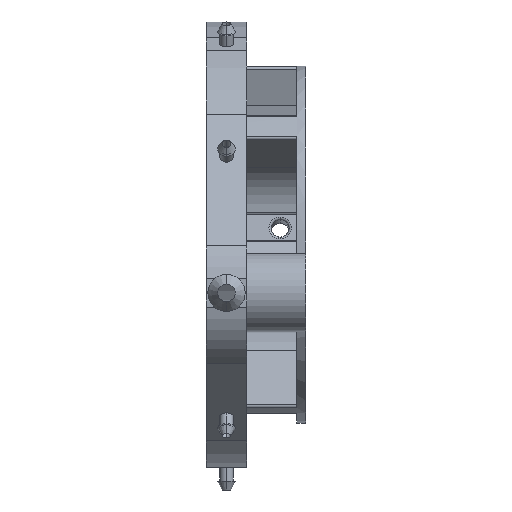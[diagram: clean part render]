
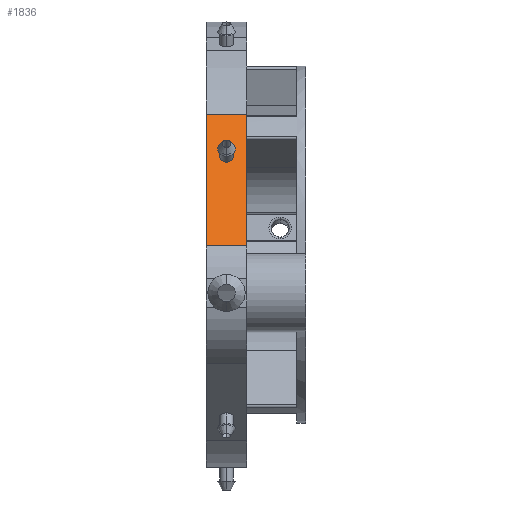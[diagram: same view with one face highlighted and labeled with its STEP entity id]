
A CAD part, left-side view. The second image highlights one B-rep face of the part: STEP entity #1836.
In plain terms, the highlighted planar face has unit normal (-0.812, 0, 0.584).
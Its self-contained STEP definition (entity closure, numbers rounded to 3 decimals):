
#326 = CARTESIAN_POINT ( 'NONE',  ( -40.591, 7., 29.196 ) ) ;
#372 = DIRECTION ( 'NONE',  ( 0., -1., 0. ) ) ;
#403 = EDGE_CURVE ( 'NONE', #3823, #10544, #1632, .T. ) ;
#585 = VERTEX_POINT ( 'NONE', #9188 ) ;
#1076 = AXIS2_PLACEMENT_3D ( 'NONE', #2825, #9922, #13095 ) ;
#1242 = CARTESIAN_POINT ( 'NONE',  ( -40.591, 7., 29.196 ) ) ;
#1261 = LINE ( 'NONE', #9643, #5536 ) ;
#1372 = CARTESIAN_POINT ( 'NONE',  ( -40.591, 5., 29.196 ) ) ;
#1453 = CARTESIAN_POINT ( 'NONE',  ( -40.591, 5., 29.196 ) ) ;
#1632 = CIRCLE ( 'NONE', #7046, 1.5 ) ;
#1836 = ADVANCED_FACE ( 'NONE', ( #11724, #11791 ), #6464, .F. ) ;
#2001 = VERTEX_POINT ( 'NONE', #10645 ) ;
#2243 = EDGE_CURVE ( 'NONE', #2865, #2001, #9675, .T. ) ;
#2348 = CARTESIAN_POINT ( 'NONE',  ( -46.523, 2.5, 20.949 ) ) ;
#2372 = ORIENTED_EDGE ( 'NONE', *, *, #4182, .F. ) ;
#2825 = CARTESIAN_POINT ( 'NONE',  ( -47.399, 2.5, 19.731 ) ) ;
#2865 = VERTEX_POINT ( 'NONE', #12123 ) ;
#3440 = DIRECTION ( 'NONE',  ( -0.584, 0., -0.812 ) ) ;
#3452 = EDGE_CURVE ( 'NONE', #10544, #3823, #11000, .T. ) ;
#3823 = VERTEX_POINT ( 'NONE', #7559 ) ;
#4182 = EDGE_CURVE ( 'NONE', #9627, #2001, #10632, .T. ) ;
#4471 = DIRECTION ( 'NONE',  ( 0., -1., 0. ) ) ;
#5363 = CARTESIAN_POINT ( 'NONE',  ( -61.773, -2., -0.253 ) ) ;
#5536 = VECTOR ( 'NONE', #372, 1000. ) ;
#5551 = LINE ( 'NONE', #326, #9827 ) ;
#6464 = PLANE ( 'NONE',  #11919 ) ;
#6604 = DIRECTION ( 'NONE',  ( -0.584, 0., -0.812 ) ) ;
#7046 = AXIS2_PLACEMENT_3D ( 'NONE', #9718, #11758, #3440 ) ;
#7103 = EDGE_LOOP ( 'NONE', ( #10919, #10275 ) ) ;
#7559 = CARTESIAN_POINT ( 'NONE',  ( -48.274, 2.5, 18.513 ) ) ;
#7710 = DIRECTION ( 'NONE',  ( -0.584, 0., -0.812 ) ) ;
#8095 = ORIENTED_EDGE ( 'NONE', *, *, #2243, .T. ) ;
#8207 = VECTOR ( 'NONE', #4471, 1000. ) ;
#8467 = DIRECTION ( 'NONE',  ( 0.584, 0., 0.812 ) ) ;
#9188 = CARTESIAN_POINT ( 'NONE',  ( -61.773, 7., -0.253 ) ) ;
#9627 = VERTEX_POINT ( 'NONE', #1242 ) ;
#9643 = CARTESIAN_POINT ( 'NONE',  ( -61.773, 5., -0.253 ) ) ;
#9675 = LINE ( 'NONE', #5363, #11056 ) ;
#9718 = CARTESIAN_POINT ( 'NONE',  ( -47.399, 2.5, 19.731 ) ) ;
#9827 = VECTOR ( 'NONE', #7710, 1000. ) ;
#9922 = DIRECTION ( 'NONE',  ( -0.812, 0., 0.584 ) ) ;
#10275 = ORIENTED_EDGE ( 'NONE', *, *, #3452, .F. ) ;
#10544 = VERTEX_POINT ( 'NONE', #2348 ) ;
#10632 = LINE ( 'NONE', #1372, #8207 ) ;
#10645 = CARTESIAN_POINT ( 'NONE',  ( -40.591, -2., 29.196 ) ) ;
#10919 = ORIENTED_EDGE ( 'NONE', *, *, #403, .F. ) ;
#11000 = CIRCLE ( 'NONE', #1076, 1.5 ) ;
#11056 = VECTOR ( 'NONE', #8467, 1000. ) ;
#11657 = DIRECTION ( 'NONE',  ( 0.812, 0., -0.584 ) ) ;
#11706 = EDGE_CURVE ( 'NONE', #585, #2865, #1261, .T. ) ;
#11724 = FACE_OUTER_BOUND ( 'NONE', #12405, .T. ) ;
#11758 = DIRECTION ( 'NONE',  ( -0.812, 0., 0.584 ) ) ;
#11791 = FACE_BOUND ( 'NONE', #7103, .T. ) ;
#11919 = AXIS2_PLACEMENT_3D ( 'NONE', #1453, #11657, #6604 ) ;
#12123 = CARTESIAN_POINT ( 'NONE',  ( -61.773, -2., -0.253 ) ) ;
#12268 = ORIENTED_EDGE ( 'NONE', *, *, #11706, .T. ) ;
#12405 = EDGE_LOOP ( 'NONE', ( #12268, #8095, #2372, #12798 ) ) ;
#12471 = EDGE_CURVE ( 'NONE', #9627, #585, #5551, .T. ) ;
#12798 = ORIENTED_EDGE ( 'NONE', *, *, #12471, .T. ) ;
#13095 = DIRECTION ( 'NONE',  ( -0.584, 0., -0.812 ) ) ;
